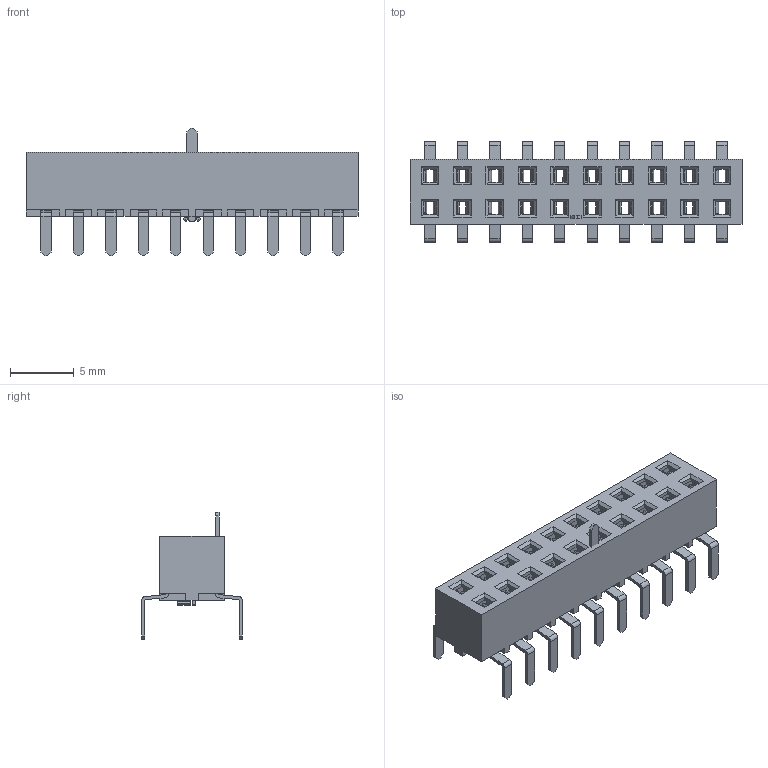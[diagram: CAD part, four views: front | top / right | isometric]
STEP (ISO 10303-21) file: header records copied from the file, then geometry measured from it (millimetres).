
FILE_DESCRIPTION( ( 'Unknown' ), '1' );
FILE_NAME( '613020216921.stp', 'Unknown', ( 'Unknown' ), ( 'Unknown' ), 'PSStep 14.0', 'Unknown', ' ' );
FILE_SCHEMA( ( 'AUTOMOTIVE_DESIGN { 1 0 10303 214 1 1 1 1 }' ) );
Length unit declared in the file: millimetre
Products named in the file (3): Assem1; 6130xx216921_PIN; 613020216921
Bounding box: 26 x 7.87 x 10 mm (x, y, z)
Volume: 766.3 mm3; surface area: 3189 mm2
Topology: 23 solids, 23 shells, 2126 faces, 5660 edges, 3580 vertices
Faces by surface type: plane 1454, cylinder 672
Entity records: 14092 total; most frequent: CARTESIAN_POINT 2014, ORIENTED_EDGE 1936, DIRECTION 1776, EDGE_CURVE 968, LINE 900, VECTOR 900, VERTEX_POINT 612, AXIS2_PLACEMENT_3D 438
